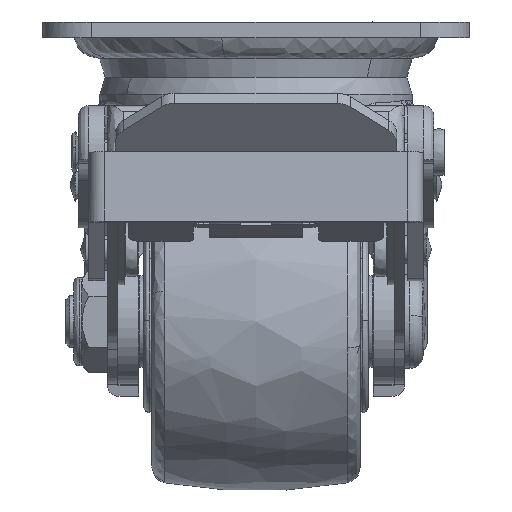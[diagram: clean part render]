
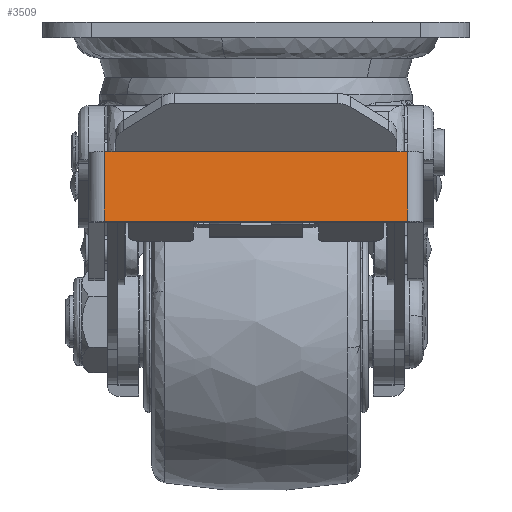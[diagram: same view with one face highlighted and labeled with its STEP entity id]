
A CAD part, left-side view. The second image highlights one B-rep face of the part: STEP entity #3509.
In plain terms, the highlighted free-form (B-spline) face has degree [1, 1] with [2, 2] control points.
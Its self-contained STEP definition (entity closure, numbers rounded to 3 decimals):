
#2514=CARTESIAN_POINT('',(-53.39,-29.1,19.287));
#2515=VERTEX_POINT('',#2514);
#2529=CARTESIAN_POINT('',(-52.012,-29.1,32.636));
#2530=VERTEX_POINT('',#2529);
#2543=CARTESIAN_POINT('',(-53.39,-29.1,19.287));
#2544=CARTESIAN_POINT('',(-52.012,-29.1,32.636));
#2545=QUASI_UNIFORM_CURVE('',1,(#2543,#2544),.UNSPECIFIED.,.F.,.U.);
#2546=EDGE_CURVE('',#2515,#2530,#2545,.T.);
#2565=CARTESIAN_POINT('',(-53.39,29.1,19.287));
#2566=VERTEX_POINT('',#2565);
#2581=CARTESIAN_POINT('',(-52.012,29.1,32.636));
#2582=VERTEX_POINT('',#2581);
#2583=CARTESIAN_POINT('',(-52.012,29.1,32.636));
#2584=CARTESIAN_POINT('',(-53.39,29.1,19.287));
#2585=QUASI_UNIFORM_CURVE('',1,(#2583,#2584),.UNSPECIFIED.,.F.,.U.);
#2586=EDGE_CURVE('',#2582,#2566,#2585,.T.);
#2858=CARTESIAN_POINT('',(-52.004,-27.0,32.715));
#2859=VERTEX_POINT('',#2858);
#2865=CARTESIAN_POINT('',(-52.012,-27.0,32.636));
#2866=VERTEX_POINT('',#2865);
#2867=CARTESIAN_POINT('',(-52.004,-27.0,32.715));
#2868=CARTESIAN_POINT('',(-52.012,-27.0,32.636));
#2869=QUASI_UNIFORM_CURVE('',1,(#2867,#2868),.UNSPECIFIED.,.F.,.U.);
#2870=EDGE_CURVE('',#2859,#2866,#2869,.T.);
#2903=CARTESIAN_POINT('',(-52.004,27.0,32.715));
#2904=VERTEX_POINT('',#2903);
#2936=CARTESIAN_POINT('',(-52.012,27.0,32.636));
#2937=VERTEX_POINT('',#2936);
#2943=CARTESIAN_POINT('',(-52.004,27.0,32.715));
#2944=CARTESIAN_POINT('',(-52.012,27.0,32.636));
#2945=QUASI_UNIFORM_CURVE('',1,(#2943,#2944),.UNSPECIFIED.,.F.,.U.);
#2946=EDGE_CURVE('',#2904,#2937,#2945,.T.);
#3012=CARTESIAN_POINT('',(-52.004,27.0,32.715));
#3013=CARTESIAN_POINT('',(-52.004,-27.0,32.715));
#3014=QUASI_UNIFORM_CURVE('',1,(#3012,#3013),.UNSPECIFIED.,.F.,.U.);
#3015=EDGE_CURVE('',#2904,#2859,#3014,.T.);
#3450=CARTESIAN_POINT('',(-53.39,29.1,19.287));
#3451=CARTESIAN_POINT('',(-53.39,-29.1,19.287));
#3452=QUASI_UNIFORM_CURVE('',1,(#3450,#3451),.UNSPECIFIED.,.F.,.U.);
#3453=EDGE_CURVE('',#2566,#2515,#3452,.T.);
#3481=CARTESIAN_POINT('',(-52.012,-27.0,32.636));
#3482=CARTESIAN_POINT('',(-52.012,-29.1,32.636));
#3483=QUASI_UNIFORM_CURVE('',1,(#3481,#3482),.UNSPECIFIED.,.F.,.U.);
#3484=EDGE_CURVE('',#2866,#2530,#3483,.T.);
#3490=CARTESIAN_POINT('',(-51.935,-32.007,33.386));
#3491=CARTESIAN_POINT('',(-53.46,-32.007,18.616));
#3492=CARTESIAN_POINT('',(-51.935,32.007,33.386));
#3493=CARTESIAN_POINT('',(-53.46,32.007,18.616));
#3494=B_SPLINE_SURFACE_WITH_KNOTS('',1,1,((#3490,#3492),(#3491,#3493)),.UNSPECIFIED.,.F.,.F.,.U.,(2,2),(2,2),(0.0,14.849),(0.0,64.014),.UNSPECIFIED.);
#3495=CARTESIAN_POINT('',(-52.012,29.1,32.636));
#3496=CARTESIAN_POINT('',(-52.012,27.0,32.636));
#3497=QUASI_UNIFORM_CURVE('',1,(#3495,#3496),.UNSPECIFIED.,.F.,.U.);
#3498=EDGE_CURVE('',#2582,#2937,#3497,.T.);
#3499=ORIENTED_EDGE('',*,*,#3498,.F.);
#3500=ORIENTED_EDGE('',*,*,#2586,.T.);
#3501=ORIENTED_EDGE('',*,*,#3453,.T.);
#3502=ORIENTED_EDGE('',*,*,#2546,.T.);
#3503=ORIENTED_EDGE('',*,*,#3484,.F.);
#3504=ORIENTED_EDGE('',*,*,#2870,.F.);
#3505=ORIENTED_EDGE('',*,*,#3015,.F.);
#3506=ORIENTED_EDGE('',*,*,#2946,.T.);
#3507=EDGE_LOOP('',(#3499,#3500,#3501,#3502,#3503,#3504,#3505,#3506));
#3508=FACE_OUTER_BOUND('',#3507,.T.);
#3509=ADVANCED_FACE('',(#3508),#3494,.F.);
